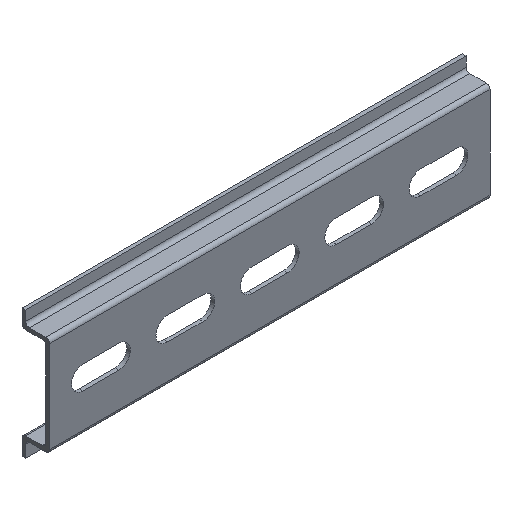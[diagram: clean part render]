
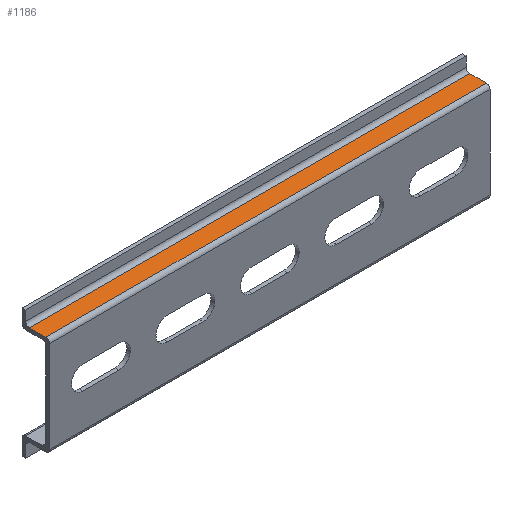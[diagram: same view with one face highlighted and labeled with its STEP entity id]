
A CAD part, isometric view. The second image highlights one B-rep face of the part: STEP entity #1186.
In plain terms, the highlighted planar face has unit normal (0, 0, 1).
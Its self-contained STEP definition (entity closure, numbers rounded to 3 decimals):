
#33 = EDGE_CURVE ( 'NONE', #1330, #1207, #1281, .T. ) ;
#96 = VERTEX_POINT ( 'NONE', #547 ) ;
#128 = VERTEX_POINT ( 'NONE', #411 ) ;
#176 = LINE ( 'NONE', #283, #355 ) ;
#183 = FACE_OUTER_BOUND ( 'NONE', #527, .T. ) ;
#278 = DIRECTION ( 'NONE',  ( 0., -1., 0. ) ) ;
#283 = CARTESIAN_POINT ( 'NONE',  ( 60., 6.5, 13.5 ) ) ;
#294 = DIRECTION ( 'NONE',  ( -1., 0., 0. ) ) ;
#315 = ORIENTED_EDGE ( 'NONE', *, *, #33, .T. ) ;
#350 = EDGE_CURVE ( 'NONE', #128, #96, #176, .T. ) ;
#355 = VECTOR ( 'NONE', #954, 1000. ) ;
#387 = CARTESIAN_POINT ( 'NONE',  ( -60., 6.5, 13.5 ) ) ;
#404 = AXIS2_PLACEMENT_3D ( 'NONE', #1404, #621, #294 ) ;
#411 = CARTESIAN_POINT ( 'NONE',  ( 60., 5.5, 13.5 ) ) ;
#447 = LINE ( 'NONE', #659, #1318 ) ;
#527 = EDGE_LOOP ( 'NONE', ( #1121, #1425, #315, #1178 ) ) ;
#547 = CARTESIAN_POINT ( 'NONE',  ( 60., 1., 13.5 ) ) ;
#621 = DIRECTION ( 'NONE',  ( 0., 0., -1. ) ) ;
#634 = VECTOR ( 'NONE', #1321, 1000. ) ;
#659 = CARTESIAN_POINT ( 'NONE',  ( -60., 5.5, 13.5 ) ) ;
#729 = EDGE_CURVE ( 'NONE', #128, #1330, #447, .T. ) ;
#770 = VECTOR ( 'NONE', #278, 1000. ) ;
#781 = CARTESIAN_POINT ( 'NONE',  ( 60., 1., 13.5 ) ) ;
#834 = CARTESIAN_POINT ( 'NONE',  ( -60., 1., 13.5 ) ) ;
#911 = EDGE_CURVE ( 'NONE', #1207, #96, #1003, .T. ) ;
#954 = DIRECTION ( 'NONE',  ( 0., -1., 0. ) ) ;
#994 = CARTESIAN_POINT ( 'NONE',  ( -60., 5.5, 13.5 ) ) ;
#1003 = LINE ( 'NONE', #781, #634 ) ;
#1029 = DIRECTION ( 'NONE',  ( -1., 0., 0. ) ) ;
#1060 = PLANE ( 'NONE',  #404 ) ;
#1121 = ORIENTED_EDGE ( 'NONE', *, *, #350, .F. ) ;
#1178 = ORIENTED_EDGE ( 'NONE', *, *, #911, .T. ) ;
#1186 = ADVANCED_FACE ( 'NONE', ( #183 ), #1060, .F. ) ;
#1207 = VERTEX_POINT ( 'NONE', #834 ) ;
#1281 = LINE ( 'NONE', #387, #770 ) ;
#1318 = VECTOR ( 'NONE', #1029, 1000. ) ;
#1321 = DIRECTION ( 'NONE',  ( 1., 0., 0. ) ) ;
#1330 = VERTEX_POINT ( 'NONE', #994 ) ;
#1404 = CARTESIAN_POINT ( 'NONE',  ( 60., 6.5, 13.5 ) ) ;
#1425 = ORIENTED_EDGE ( 'NONE', *, *, #729, .T. ) ;
